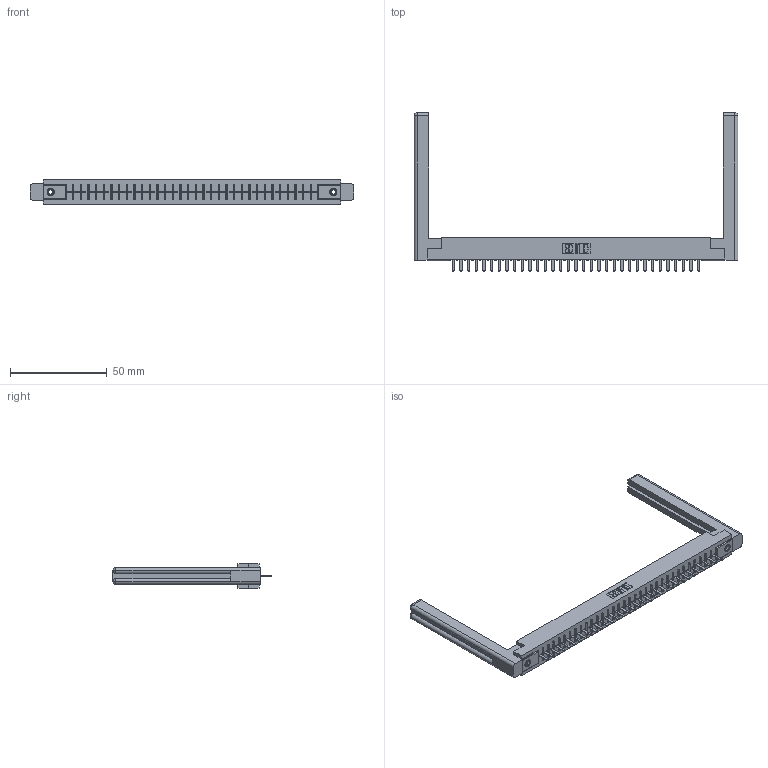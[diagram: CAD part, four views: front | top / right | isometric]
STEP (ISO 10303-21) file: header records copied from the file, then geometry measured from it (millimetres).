
FILE_DESCRIPTION (( 'STEP AP203' ), '1' );
FILE_NAME ('316-033-420-158.STEP', '2020-09-23T02:12:29', ( '' ), ( '' ), 'SwSTEP 2.0', 'SolidWorks 2020', '' );
FILE_SCHEMA (( 'CONFIG_CONTROL_DESIGN' ));
Length unit declared in the file: inch
Products named in the file (5): 307-220-058; 316-033-420-158; 306 Part_.156 Dia; 345-250-001_345-250-001-102; 306-290-001_120
Assembly tree (38 placements, depth 2):
  316-033-420-158
    306 Part_.156 Dia
    306-290-001_120  x33
    345-250-001_345-250-001-102  x2
    307-220-058  x2
Bounding box: 167.39 x 81.76 x 12.7 mm (x, y, z)
Volume: 25511.1 mm3; surface area: 23955.5 mm2
Topology: 38 solids, 38 shells, 2568 faces, 7171 edges, 4590 vertices
Faces by surface type: plane 1703, cylinder 709, sphere 132, cone 12, torus 12
Entity records: 34529 total; most frequent: CARTESIAN_POINT 5805, ORIENTED_EDGE 5696, DIRECTION 5680, EDGE_CURVE 2848, VECTOR 2218, LINE 2218, VERTEX_POINT 1802, AXIS2_PLACEMENT_3D 1731
